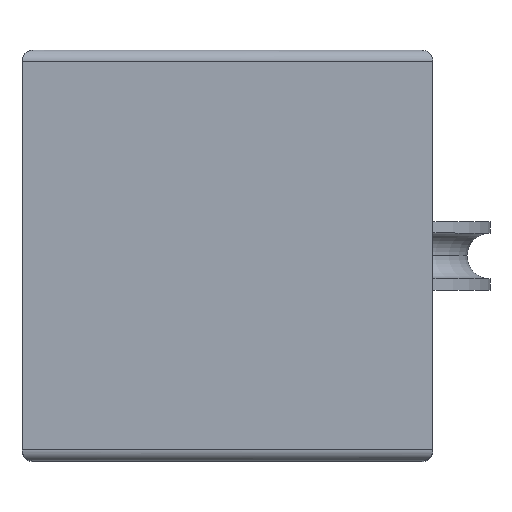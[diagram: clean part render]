
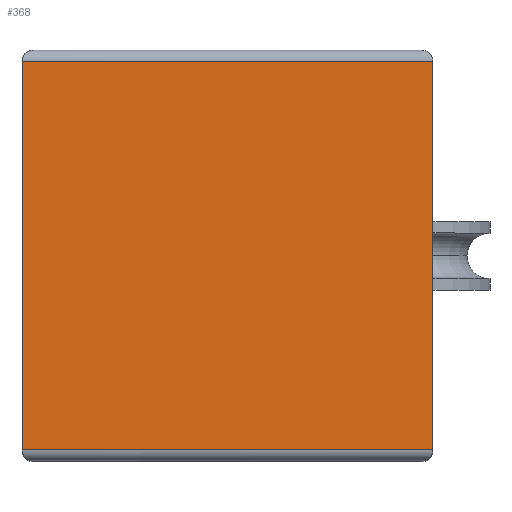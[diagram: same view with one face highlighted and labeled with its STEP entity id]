
A CAD part, top view. The second image highlights one B-rep face of the part: STEP entity #368.
In plain terms, the highlighted planar face has unit normal (0, 0, 1).
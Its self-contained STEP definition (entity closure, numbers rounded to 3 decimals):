
#368=ADVANCED_FACE('',(#922),#923,.T.);
#922=FACE_OUTER_BOUND('',#1708,.T.);
#923=PLANE('',#1709);
#1708=EDGE_LOOP('',(#2531,#2532,#2533,#2534));
#1709=AXIS2_PLACEMENT_3D('',#2535,#2536,#2537);
#2531=ORIENTED_EDGE('',*,*,#4938,.T.);
#2532=ORIENTED_EDGE('',*,*,#4961,.F.);
#2533=ORIENTED_EDGE('',*,*,#4962,.T.);
#2534=ORIENTED_EDGE('',*,*,#4959,.T.);
#2535=CARTESIAN_POINT('',(90.0,45.0,93.0));
#2536=DIRECTION('',(0.0,-0.0,1.0));
#2537=DIRECTION('',(0.0,1.0,0.0));
#4938=EDGE_CURVE('',#5919,#5927,#5936,.T.);
#4959=EDGE_CURVE('',#5953,#5919,#5965,.T.);
#4961=EDGE_CURVE('',#5958,#5927,#5967,.T.);
#4962=EDGE_CURVE('',#5958,#5953,#5968,.T.);
#5919=VERTEX_POINT('',#7395);
#5927=VERTEX_POINT('',#7405);
#5936=LINE('',#7416,#7417);
#5953=VERTEX_POINT('',#7440);
#5958=VERTEX_POINT('',#7446);
#5965=LINE('',#7456,#7457);
#5967=LINE('',#7459,#7460);
#5968=LINE('',#7461,#7462);
#7395=CARTESIAN_POINT('',(0.0,87.5,93.0));
#7405=CARTESIAN_POINT('',(0.0,2.5,93.0));
#7416=CARTESIAN_POINT('',(0.0,2.5,93.0));
#7417=VECTOR('',#10001,1.0);
#7440=CARTESIAN_POINT('',(90.0,87.5,93.0));
#7446=CARTESIAN_POINT('',(90.0,2.5,93.0));
#7456=CARTESIAN_POINT('',(90.0,87.5,93.0));
#7457=VECTOR('',#10024,1.0);
#7459=CARTESIAN_POINT('',(90.0,2.5,93.0));
#7460=VECTOR('',#10025,1.0);
#7461=CARTESIAN_POINT('',(90.0,2.5,93.0));
#7462=VECTOR('',#10026,1.0);
#10001=DIRECTION('',(-0.0,-1.0,-0.0));
#10024=DIRECTION('',(-1.0,0.0,0.0));
#10025=DIRECTION('',(-1.0,0.0,0.0));
#10026=DIRECTION('',(0.0,1.0,0.0));
